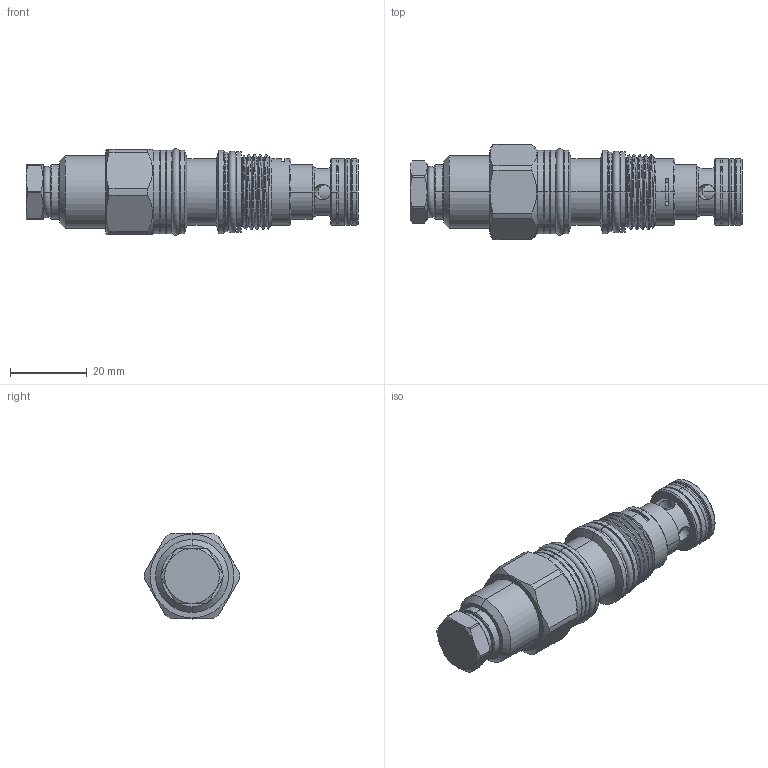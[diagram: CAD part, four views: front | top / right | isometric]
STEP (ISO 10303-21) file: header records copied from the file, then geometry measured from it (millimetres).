
FILE_DESCRIPTION (( 'STEP AP214' ), '1' );
FILE_NAME ('CK11A3C.STEP', '2016-04-12T00:59:53', ( '' ), ( '' ), 'SwSTEP 2.0', 'SolidWorks 2012', '' );
FILE_SCHEMA (( 'AUTOMOTIVE_DESIGN' ));
Length unit declared in the file: millimetre
Products named in the file (1): CK11A3C
Bounding box: 86.55 x 24.79 x 22.55 mm (x, y, z)
Volume: 23287.2 mm3; surface area: 8738.8 mm2
Topology: 2 solids, 3 shells, 237 faces, 524 edges, 314 vertices
Faces by surface type: cylinder 97, cone 65, plane 38, torus 34, bspline 3
Entity records: 9191 total; most frequent: CARTESIAN_POINT 3934, DIRECTION 1159, ORIENTED_EDGE 1048, EDGE_CURVE 524, AXIS2_PLACEMENT_3D 502, VERTEX_POINT 314, CIRCLE 267, EDGE_LOOP 262
